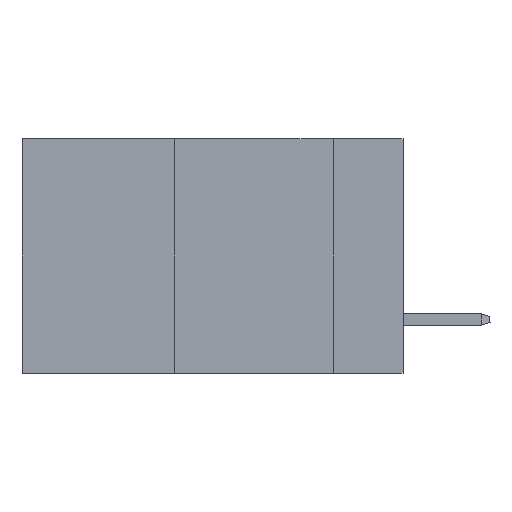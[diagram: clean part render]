
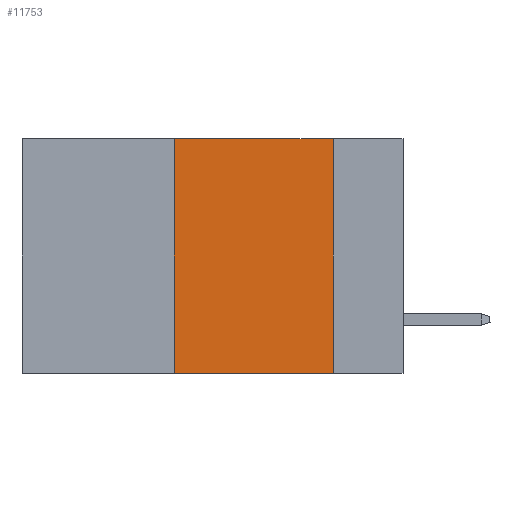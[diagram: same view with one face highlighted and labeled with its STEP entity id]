
A CAD part, left-side view. The second image highlights one B-rep face of the part: STEP entity #11753.
In plain terms, the highlighted planar face has unit normal (-1, 0, 0).
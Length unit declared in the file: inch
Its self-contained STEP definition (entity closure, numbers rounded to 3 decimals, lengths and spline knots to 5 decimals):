
#2784 = VERTEX_POINT ( 'NONE', #14989 ) ;
#2893 = EDGE_CURVE ( 'NONE', #41884, #43438, #30038, .T. ) ;
#5083 = EDGE_CURVE ( 'NONE', #2784, #41884, #22626, .T. ) ;
#5754 = ORIENTED_EDGE ( 'NONE', *, *, #2893, .F. ) ;
#5915 = VECTOR ( 'NONE', #8742, 39.37008 ) ;
#8742 = DIRECTION ( 'NONE',  ( 0., -1., 0. ) ) ;
#9269 = DIRECTION ( 'NONE',  ( 0., -1., 0. ) ) ;
#9887 = DIRECTION ( 'NONE',  ( 1., 0., 0. ) ) ;
#11753 = ADVANCED_FACE ( 'NONE', ( #17403 ), #35295, .F. ) ;
#12093 = CARTESIAN_POINT ( 'NONE',  ( 0., 0.6, -0.37 ) ) ;
#14989 = CARTESIAN_POINT ( 'NONE',  ( 0., 0.36, 0. ) ) ;
#16031 = CARTESIAN_POINT ( 'NONE',  ( 0., 0.6, 0. ) ) ;
#17403 = FACE_OUTER_BOUND ( 'NONE', #41631, .T. ) ;
#17636 = CARTESIAN_POINT ( 'NONE',  ( 0., 0.11, -0.37 ) ) ;
#18702 = CARTESIAN_POINT ( 'NONE',  ( 0., 0.36, 0. ) ) ;
#19665 = VERTEX_POINT ( 'NONE', #29215 ) ;
#20224 = CARTESIAN_POINT ( 'NONE',  ( 0., 0.6, 0. ) ) ;
#20347 = VECTOR ( 'NONE', #9269, 39.37008 ) ;
#20517 = ORIENTED_EDGE ( 'NONE', *, *, #5083, .F. ) ;
#22626 = LINE ( 'NONE', #16031, #5915 ) ;
#23837 = VECTOR ( 'NONE', #34244, 39.37008 ) ;
#24474 = CARTESIAN_POINT ( 'NONE',  ( 0., 0.11, 0. ) ) ;
#25765 = LINE ( 'NONE', #18702, #42956 ) ;
#27294 = EDGE_CURVE ( 'NONE', #19665, #43438, #33521, .T. ) ;
#28049 = AXIS2_PLACEMENT_3D ( 'NONE', #20224, #9887, #45462 ) ;
#28735 = ORIENTED_EDGE ( 'NONE', *, *, #27294, .T. ) ;
#29215 = CARTESIAN_POINT ( 'NONE',  ( 0., 0.36, -0.37 ) ) ;
#30038 = LINE ( 'NONE', #44432, #23837 ) ;
#33521 = LINE ( 'NONE', #12093, #20347 ) ;
#34244 = DIRECTION ( 'NONE',  ( 0., 0., -1. ) ) ;
#35295 = PLANE ( 'NONE',  #28049 ) ;
#38605 = EDGE_CURVE ( 'NONE', #19665, #2784, #25765, .T. ) ;
#40140 = DIRECTION ( 'NONE',  ( 0., 0., 1. ) ) ;
#41631 = EDGE_LOOP ( 'NONE', ( #5754, #20517, #44336, #28735 ) ) ;
#41884 = VERTEX_POINT ( 'NONE', #24474 ) ;
#42956 = VECTOR ( 'NONE', #40140, 39.37008 ) ;
#43438 = VERTEX_POINT ( 'NONE', #17636 ) ;
#44336 = ORIENTED_EDGE ( 'NONE', *, *, #38605, .F. ) ;
#44432 = CARTESIAN_POINT ( 'NONE',  ( 0., 0.11, 0. ) ) ;
#45462 = DIRECTION ( 'NONE',  ( 0., 0., -1. ) ) ;
